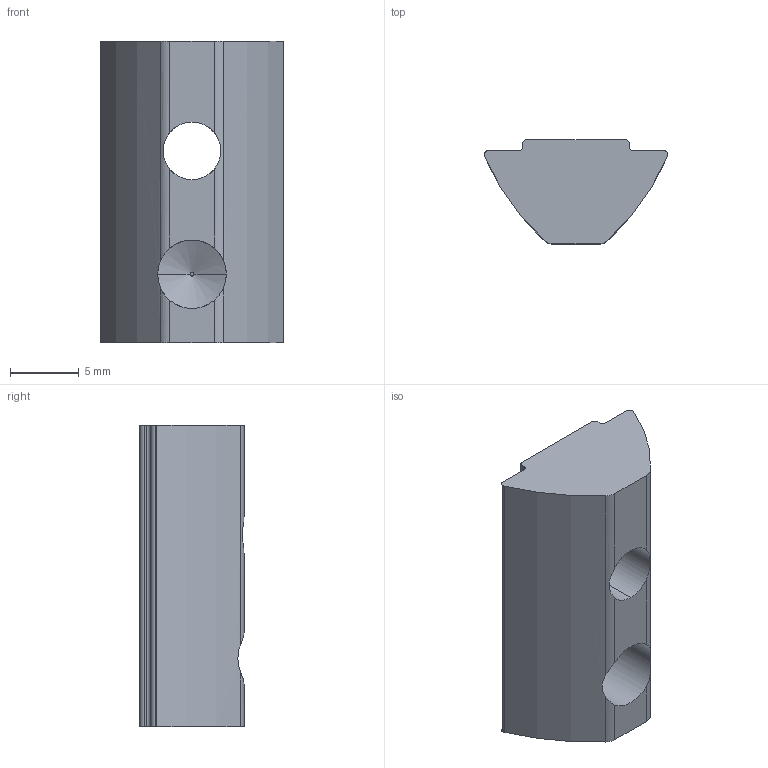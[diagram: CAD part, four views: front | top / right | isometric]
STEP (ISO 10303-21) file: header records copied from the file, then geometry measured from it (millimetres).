
FILE_DESCRIPTION (( 'STEP AP214' ), '1' );
FILE_NAME ('096335e.STEP', '2014-08-18T08:39:50', ( '' ), ( '' ), 'SwSTEP 2.0', 'SolidWorks 2014', '' );
FILE_SCHEMA (( 'AUTOMOTIVE_DESIGN' ));
Length unit declared in the file: millimetre
Products named in the file (1): 096335e
Bounding box: 13.4 x 7.6 x 22 mm (x, y, z)
Volume: 1352.9 mm3; surface area: 1078.7 mm2
Topology: 1 solids, 1 shells, 30 faces, 85 edges, 56 vertices
Faces by surface type: cylinder 17, plane 11, cone 2
Entity records: 1093 total; most frequent: CARTESIAN_POINT 238, DIRECTION 171, ORIENTED_EDGE 170, EDGE_CURVE 85, AXIS2_PLACEMENT_3D 65, VERTEX_POINT 56, LINE 41, VECTOR 41
